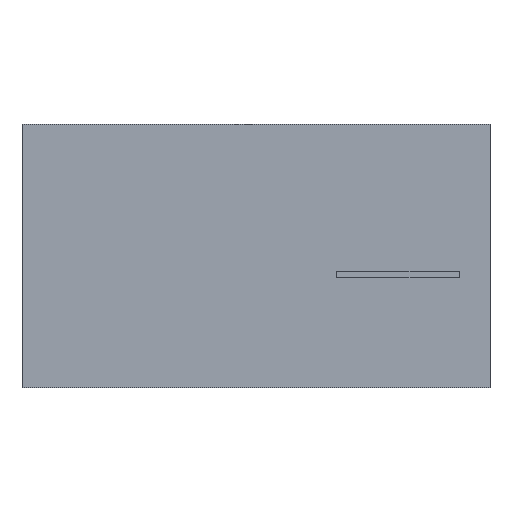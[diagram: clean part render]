
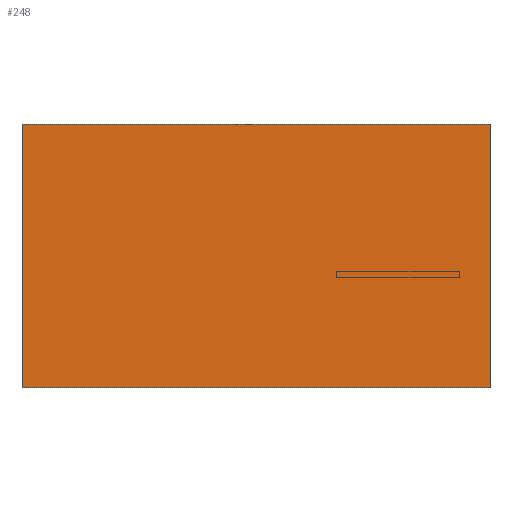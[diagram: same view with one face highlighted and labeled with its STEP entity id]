
A CAD part, front view. The second image highlights one B-rep face of the part: STEP entity #248.
In plain terms, the highlighted planar face has unit normal (0, -1, 0).
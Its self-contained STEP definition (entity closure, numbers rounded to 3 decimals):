
#130=CARTESIAN_POINT('',(0.0,0.0,0.9));
#131=VERTEX_POINT('',#130);
#148=CARTESIAN_POINT('',(0.0,0.0,0.0));
#149=VERTEX_POINT('',#148);
#156=CARTESIAN_POINT('',(0.0,0.0,0.0));
#157=DIRECTION('',(0.0,0.0,1.0));
#158=VECTOR('',#157,0.9);
#159=LINE('',#156,#158);
#160=EDGE_CURVE('',#149,#131,#159,.T.);
#201=CARTESIAN_POINT('',(1.6,0.0,0.9));
#202=VERTEX_POINT('',#201);
#209=CARTESIAN_POINT('',(1.6,0.0,0.0));
#210=VERTEX_POINT('',#209);
#211=CARTESIAN_POINT('',(1.6,0.0,0.0));
#212=DIRECTION('',(0.0,0.0,1.0));
#213=VECTOR('',#212,0.9);
#214=LINE('',#211,#213);
#215=EDGE_CURVE('',#210,#202,#214,.T.);
#227=CARTESIAN_POINT('',(1.6,0.0,0.0));
#228=DIRECTION('',(0.0,-1.0,0.0));
#229=DIRECTION('',(0.0,0.0,-1.0));
#230=AXIS2_PLACEMENT_3D('',#227,#228,#229);
#231=PLANE('',#230);
#232=CARTESIAN_POINT('',(1.6,0.0,0.9));
#233=DIRECTION('',(-1.0,0.0,0.0));
#234=VECTOR('',#233,1.6);
#235=LINE('',#232,#234);
#236=EDGE_CURVE('',#202,#131,#235,.T.);
#237=ORIENTED_EDGE('',*,*,#236,.T.);
#238=ORIENTED_EDGE('',*,*,#160,.F.);
#239=CARTESIAN_POINT('',(0.0,0.0,0.0));
#240=DIRECTION('',(1.0,0.0,0.0));
#241=VECTOR('',#240,1.6);
#242=LINE('',#239,#241);
#243=EDGE_CURVE('',#149,#210,#242,.T.);
#244=ORIENTED_EDGE('',*,*,#243,.T.);
#245=ORIENTED_EDGE('',*,*,#215,.T.);
#246=EDGE_LOOP('',(#237,#238,#244,#245));
#247=FACE_OUTER_BOUND('',#246,.T.);
#248=ADVANCED_FACE('',(#247),#231,.T.);
